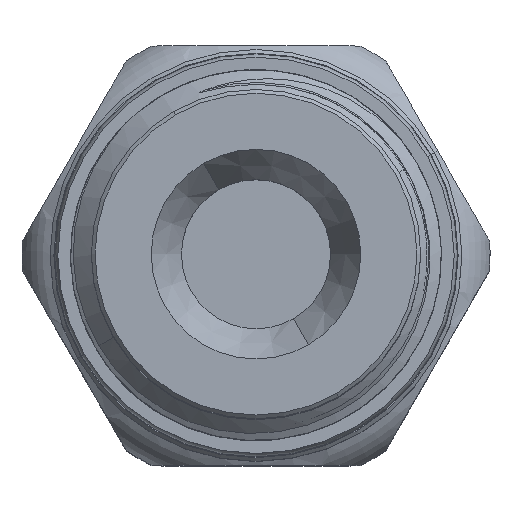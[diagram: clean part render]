
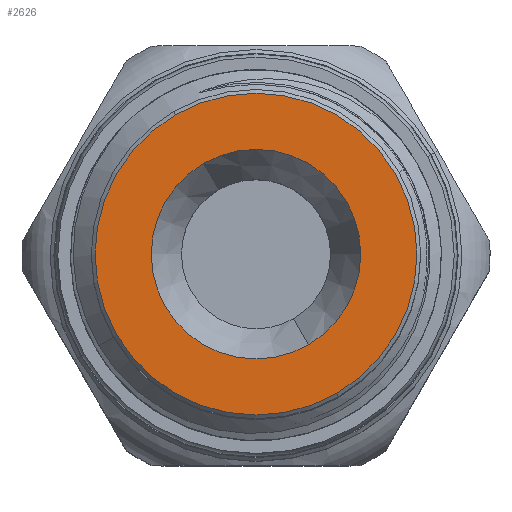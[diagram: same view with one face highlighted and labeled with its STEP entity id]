
A CAD part, top view. The second image highlights one B-rep face of the part: STEP entity #2626.
In plain terms, the highlighted planar face has unit normal (0, 0, 1).
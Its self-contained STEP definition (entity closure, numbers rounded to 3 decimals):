
#186 = ORIENTED_EDGE ( 'NONE', *, *, #1902, .T. ) ;
#202 = ORIENTED_EDGE ( 'NONE', *, *, #1570, .T. ) ;
#229 = ORIENTED_EDGE ( 'NONE', *, *, #1569, .F. ) ;
#317 = ORIENTED_EDGE ( 'NONE', *, *, #1903, .F. ) ;
#405 = EDGE_LOOP ( 'NONE', ( #186, #202 ) ) ;
#415 = EDGE_LOOP ( 'NONE', ( #317, #229 ) ) ;
#1569 = EDGE_CURVE ( 'NONE', #21646, #21813, #5243, .T. ) ;
#1570 = EDGE_CURVE ( 'NONE', #21662, #21659, #5241, .T. ) ;
#1902 = EDGE_CURVE ( 'NONE', #21659, #21662, #5555, .T. ) ;
#1903 = EDGE_CURVE ( 'NONE', #21813, #21646, #5556, .T. ) ;
#2626 = ADVANCED_FACE ( 'NONE', ( #16948, #16961 ), #16788, .T. ) ;
#4824 = CARTESIAN_POINT ( 'NONE',  ( 0., 0., 45.168 ) ) ;
#4825 = DIRECTION ( 'NONE',  ( 0., 0., 1. ) ) ;
#4826 = DIRECTION ( 'NONE',  ( 0.5, -0.866, 0. ) ) ;
#4829 = CARTESIAN_POINT ( 'NONE',  ( 0., 0., 45.168 ) ) ;
#4830 = DIRECTION ( 'NONE',  ( 0., 0., 1. ) ) ;
#4831 = DIRECTION ( 'NONE',  ( 0.5, -0.866, 0. ) ) ;
#5241 = CIRCLE ( 'NONE', #22350, 8.525 ) ;
#5243 = CIRCLE ( 'NONE', #22349, 5.55 ) ;
#5555 = CIRCLE ( 'NONE', #22482, 8.525 ) ;
#5556 = CIRCLE ( 'NONE', #22483, 5.55 ) ;
#8871 = CARTESIAN_POINT ( 'NONE',  ( 0., 0., 45.168 ) ) ;
#8873 = DIRECTION ( 'NONE',  ( 0., 0., 1. ) ) ;
#8874 = DIRECTION ( 'NONE',  ( 0.5, -0.866, 0. ) ) ;
#8878 = CARTESIAN_POINT ( 'NONE',  ( 0., 0., 45.168 ) ) ;
#8880 = DIRECTION ( 'NONE',  ( 0., 0., 1. ) ) ;
#8881 = DIRECTION ( 'NONE',  ( 0.5, -0.866, 0. ) ) ;
#10714 = AXIS2_PLACEMENT_3D ( 'NONE', #16785, #16790, #16791 ) ;
#16785 = CARTESIAN_POINT ( 'NONE',  ( 4.806, 2.775, 45.168 ) ) ;
#16788 = PLANE ( 'NONE',  #10714 ) ;
#16790 = DIRECTION ( 'NONE',  ( 0., 0., 1. ) ) ;
#16791 = DIRECTION ( 'NONE',  ( 0.5, -0.866, 0. ) ) ;
#16948 = FACE_OUTER_BOUND ( 'NONE', #405, .T. ) ;
#16961 = FACE_BOUND ( 'NONE', #415, .T. ) ;
#20560 = CARTESIAN_POINT ( 'NONE',  ( -2.775, 4.806, 45.168 ) ) ;
#20573 = CARTESIAN_POINT ( 'NONE',  ( -4.263, 7.383, 45.168 ) ) ;
#20576 = CARTESIAN_POINT ( 'NONE',  ( 4.263, -7.383, 45.168 ) ) ;
#20727 = CARTESIAN_POINT ( 'NONE',  ( 2.775, -4.806, 45.168 ) ) ;
#21646 = VERTEX_POINT ( 'NONE', #20560 ) ;
#21659 = VERTEX_POINT ( 'NONE', #20573 ) ;
#21662 = VERTEX_POINT ( 'NONE', #20576 ) ;
#21813 = VERTEX_POINT ( 'NONE', #20727 ) ;
#22349 = AXIS2_PLACEMENT_3D ( 'NONE', #4824, #4825, #4826 ) ;
#22350 = AXIS2_PLACEMENT_3D ( 'NONE', #4829, #4830, #4831 ) ;
#22482 = AXIS2_PLACEMENT_3D ( 'NONE', #8871, #8873, #8874 ) ;
#22483 = AXIS2_PLACEMENT_3D ( 'NONE', #8878, #8880, #8881 ) ;
